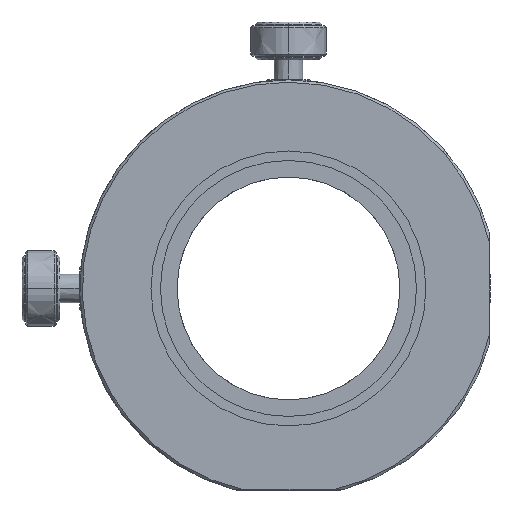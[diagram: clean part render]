
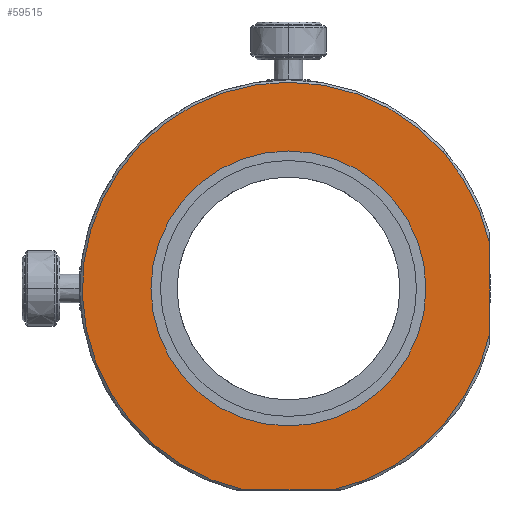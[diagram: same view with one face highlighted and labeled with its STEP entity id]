
A CAD part, front view. The second image highlights one B-rep face of the part: STEP entity #59515.
In plain terms, the highlighted free-form (B-spline) face has degree [1, 1] with [2, 2] control points.
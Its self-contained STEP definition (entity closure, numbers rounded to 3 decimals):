
#1744 = CARTESIAN_POINT ( 'NONE',  ( 29., 0., 0. ) ) ;
#2861 = VERTEX_POINT ( 'NONE', #99644 ) ;
#3630 = CARTESIAN_POINT ( 'NONE',  ( 0., 0., 29. ) ) ;
#4915 = CARTESIAN_POINT ( 'NONE',  ( 0., 0., 0. ) ) ;
#8408 = EDGE_CURVE ( 'NONE', #72135, #75338, #46483, .T. ) ;
#8498 = DIRECTION ( 'NONE',  ( 0., 1., 0. ) ) ;
#9568 = CIRCLE ( 'NONE', #11046, 43.5 ) ;
#11046 = AXIS2_PLACEMENT_3D ( 'NONE', #29977, #8498, #81979 ) ;
#11124 = ORIENTED_EDGE ( 'NONE', *, *, #112290, .T. ) ;
#12570 = B_SPLINE_SURFACE_WITH_KNOTS ( 'NONE', 1, 1, ( 
 ( #63287, #117055 ),
 ( #86157, #22027 ) ),
 .UNSPECIFIED., .F., .F., .F.,
 ( 2, 2 ),
 ( 2, 2 ),
 ( 0., 1. ),
 ( 0., 1. ),
 .UNSPECIFIED. ) ;
#15159 = DIRECTION ( 'NONE',  ( 0., -1., 0. ) ) ;
#17312 = VECTOR ( 'NONE', #66947, 1000. ) ;
#19614 = CIRCLE ( 'NONE', #79355, 43.5 ) ;
#19864 = EDGE_CURVE ( 'NONE', #52871, #2861, #51583, .T. ) ;
#21010 = DIRECTION ( 'NONE',  ( 0., -1., 0. ) ) ;
#22027 = CARTESIAN_POINT ( 'NONE',  ( 42.5, 0., 43.5 ) ) ;
#23340 = EDGE_CURVE ( 'NONE', #2861, #80831, #9568, .T. ) ;
#23355 = CIRCLE ( 'NONE', #123444, 29. ) ;
#24732 = CARTESIAN_POINT ( 'NONE',  ( 9.274, 0., -42.5 ) ) ;
#25934 = DIRECTION ( 'NONE',  ( 1., 0., 0. ) ) ;
#29281 = CARTESIAN_POINT ( 'NONE',  ( 0., 0., 0. ) ) ;
#29977 = CARTESIAN_POINT ( 'NONE',  ( 0., 0., 0. ) ) ;
#30243 = DIRECTION ( 'NONE',  ( -0.991, 0., 0.131 ) ) ;
#36689 = CARTESIAN_POINT ( 'NONE',  ( 0., 0., 0. ) ) ;
#37943 = VERTEX_POINT ( 'NONE', #105618 ) ;
#37945 = CIRCLE ( 'NONE', #64640, 43.5 ) ;
#46483 = CIRCLE ( 'NONE', #75809, 29. ) ;
#46558 = FACE_BOUND ( 'NONE', #115496, .T. ) ;
#46931 = AXIS2_PLACEMENT_3D ( 'NONE', #36689, #59705, #25934 ) ;
#48178 = ORIENTED_EDGE ( 'NONE', *, *, #23340, .F. ) ;
#49955 = VECTOR ( 'NONE', #71603, 1000. ) ;
#50318 = ORIENTED_EDGE ( 'NONE', *, *, #99839, .F. ) ;
#51583 = LINE ( 'NONE', #60853, #49955 ) ;
#52092 = CIRCLE ( 'NONE', #137099, 29. ) ;
#52227 = CARTESIAN_POINT ( 'NONE',  ( 42.5, 0., 9.274 ) ) ;
#52871 = VERTEX_POINT ( 'NONE', #52227 ) ;
#55804 = EDGE_LOOP ( 'NONE', ( #123817, #48178, #130260, #112655, #66479, #11124 ) ) ;
#59040 = DIRECTION ( 'NONE',  ( 0., 0., 1. ) ) ;
#59515 = ADVANCED_FACE ( 'NONE', ( #93458, #46558 ), #12570, .T. ) ;
#59569 = ORIENTED_EDGE ( 'NONE', *, *, #87306, .T. ) ;
#59705 = DIRECTION ( 'NONE',  ( 0., 1., 0. ) ) ;
#60853 = CARTESIAN_POINT ( 'NONE',  ( 42.5, 0., 9.274 ) ) ;
#61156 = DIRECTION ( 'NONE',  ( 0., 1., 0. ) ) ;
#61396 = CARTESIAN_POINT ( 'NONE',  ( -9.274, 0., -42.5 ) ) ;
#63068 = VERTEX_POINT ( 'NONE', #120088 ) ;
#63287 = CARTESIAN_POINT ( 'NONE',  ( -45.342, 0., -42.5 ) ) ;
#64082 = CARTESIAN_POINT ( 'NONE',  ( -29., 0., 0. ) ) ;
#64640 = AXIS2_PLACEMENT_3D ( 'NONE', #29281, #83880, #59040 ) ;
#66479 = ORIENTED_EDGE ( 'NONE', *, *, #110554, .T. ) ;
#66947 = DIRECTION ( 'NONE',  ( -1., 0., 0. ) ) ;
#70435 = DIRECTION ( 'NONE',  ( 0., 1., 0. ) ) ;
#71505 = CIRCLE ( 'NONE', #135914, 43.5 ) ;
#71515 = DIRECTION ( 'NONE',  ( 0., -1., 0. ) ) ;
#71603 = DIRECTION ( 'NONE',  ( 0., 0., -1. ) ) ;
#72135 = VERTEX_POINT ( 'NONE', #3630 ) ;
#73638 = EDGE_CURVE ( 'NONE', #104311, #72135, #23355, .T. ) ;
#74315 = LINE ( 'NONE', #24732, #17312 ) ;
#75338 = VERTEX_POINT ( 'NONE', #1744 ) ;
#75809 = AXIS2_PLACEMENT_3D ( 'NONE', #125243, #61156, #106466 ) ;
#79281 = CARTESIAN_POINT ( 'NONE',  ( 0., 0., 0. ) ) ;
#79355 = AXIS2_PLACEMENT_3D ( 'NONE', #79281, #15159, #133057 ) ;
#80831 = VERTEX_POINT ( 'NONE', #94467 ) ;
#81979 = DIRECTION ( 'NONE',  ( 0.977, 0., -0.213 ) ) ;
#83880 = DIRECTION ( 'NONE',  ( 0., 1., 0. ) ) ;
#86157 = CARTESIAN_POINT ( 'NONE',  ( 42.5, 0., -42.5 ) ) ;
#86343 = VERTEX_POINT ( 'NONE', #106378 ) ;
#86703 = EDGE_CURVE ( 'NONE', #80831, #96190, #74315, .T. ) ;
#87306 = EDGE_CURVE ( 'NONE', #75338, #63068, #102935, .T. ) ;
#93458 = FACE_OUTER_BOUND ( 'NONE', #55804, .T. ) ;
#94467 = CARTESIAN_POINT ( 'NONE',  ( 9.274, 0., -42.5 ) ) ;
#96190 = VERTEX_POINT ( 'NONE', #61396 ) ;
#96404 = CARTESIAN_POINT ( 'NONE',  ( 0., 0., 0. ) ) ;
#99644 = CARTESIAN_POINT ( 'NONE',  ( 42.5, 0., -9.274 ) ) ;
#99839 = EDGE_CURVE ( 'NONE', #104311, #63068, #52092, .T. ) ;
#101760 = DIRECTION ( 'NONE',  ( -1., 0., 0. ) ) ;
#102935 = CIRCLE ( 'NONE', #46931, 29. ) ;
#104311 = VERTEX_POINT ( 'NONE', #64082 ) ;
#105618 = CARTESIAN_POINT ( 'NONE',  ( 0., 0., 43.5 ) ) ;
#106214 = DIRECTION ( 'NONE',  ( -1., 0., 0. ) ) ;
#106378 = CARTESIAN_POINT ( 'NONE',  ( -43.128, 0., 5.679 ) ) ;
#106466 = DIRECTION ( 'NONE',  ( 0., 0., 1. ) ) ;
#110554 = EDGE_CURVE ( 'NONE', #37943, #86343, #19614, .T. ) ;
#112290 = EDGE_CURVE ( 'NONE', #86343, #96190, #71505, .T. ) ;
#112655 = ORIENTED_EDGE ( 'NONE', *, *, #120825, .F. ) ;
#115020 = CARTESIAN_POINT ( 'NONE',  ( 0., 0., 0. ) ) ;
#115496 = EDGE_LOOP ( 'NONE', ( #50318, #122425, #123020, #59569 ) ) ;
#117055 = CARTESIAN_POINT ( 'NONE',  ( -45.342, 0., 43.5 ) ) ;
#120088 = CARTESIAN_POINT ( 'NONE',  ( 0., 0., -29. ) ) ;
#120825 = EDGE_CURVE ( 'NONE', #37943, #52871, #37945, .T. ) ;
#122425 = ORIENTED_EDGE ( 'NONE', *, *, #73638, .T. ) ;
#123020 = ORIENTED_EDGE ( 'NONE', *, *, #8408, .T. ) ;
#123444 = AXIS2_PLACEMENT_3D ( 'NONE', #4915, #70435, #101760 ) ;
#123817 = ORIENTED_EDGE ( 'NONE', *, *, #86703, .F. ) ;
#125243 = CARTESIAN_POINT ( 'NONE',  ( 0., 0., 0. ) ) ;
#130260 = ORIENTED_EDGE ( 'NONE', *, *, #19864, .F. ) ;
#133057 = DIRECTION ( 'NONE',  ( 0., 0., 1. ) ) ;
#135914 = AXIS2_PLACEMENT_3D ( 'NONE', #115020, #71515, #30243 ) ;
#137099 = AXIS2_PLACEMENT_3D ( 'NONE', #96404, #21010, #106214 ) ;
